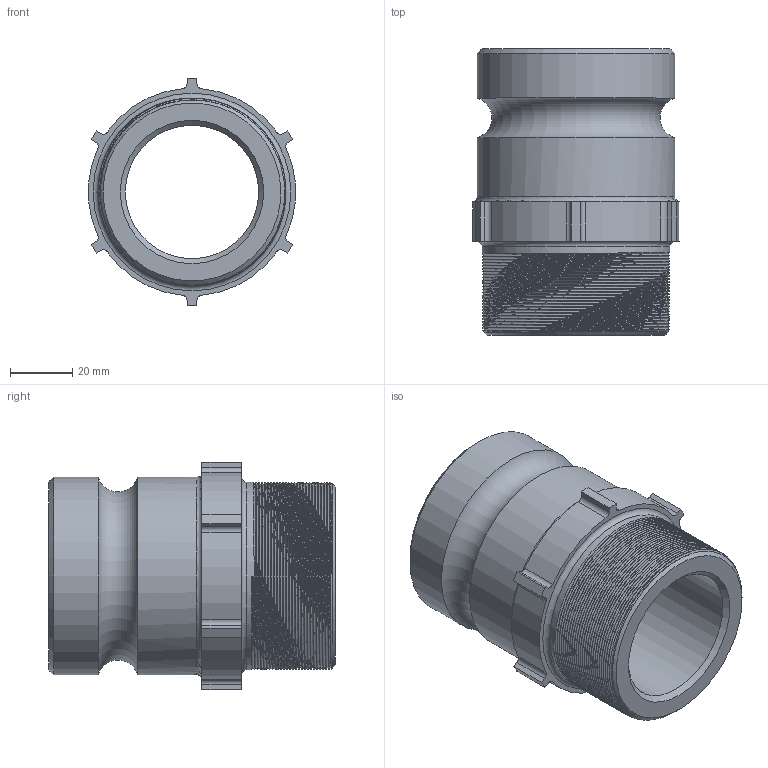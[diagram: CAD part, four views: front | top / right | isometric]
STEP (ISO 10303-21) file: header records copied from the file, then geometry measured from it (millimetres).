
FILE_DESCRIPTION((''),'2;1');
FILE_NAME('banjo male cam.stp','2014-08-19T14:17:31',('mrister'),(''),'Autodesk Inventor 2013','Autodesk Inventor 2013','');
FILE_SCHEMA(('AUTOMOTIVE_DESIGN { 1 0 10303 214 1 1 1 1 }'));
Length unit declared in the file: inch
Products named in the file (1): banjo male cam
Bounding box: 66.43 x 92.08 x 72.95 mm (x, y, z)
Volume: 143850.1 mm3; surface area: 39699.8 mm2
Topology: 1 solids, 1 shells, 85 faces, 226 edges, 144 vertices
Faces by surface type: cylinder 48, plane 28, cone 4, torus 3, bspline 2
Full cylindrical faces by diameter (mm): 42.863 x1, 60.325 x26, 63.5 x2
Entity records: 6237 total; most frequent: CARTESIAN_POINT 4788, DIRECTION 301, ORIENTED_EDGE 270, EDGE_CURVE 135, AXIS2_PLACEMENT_3D 113, VERTEX_POINT 90, VECTOR 75, LINE 75
